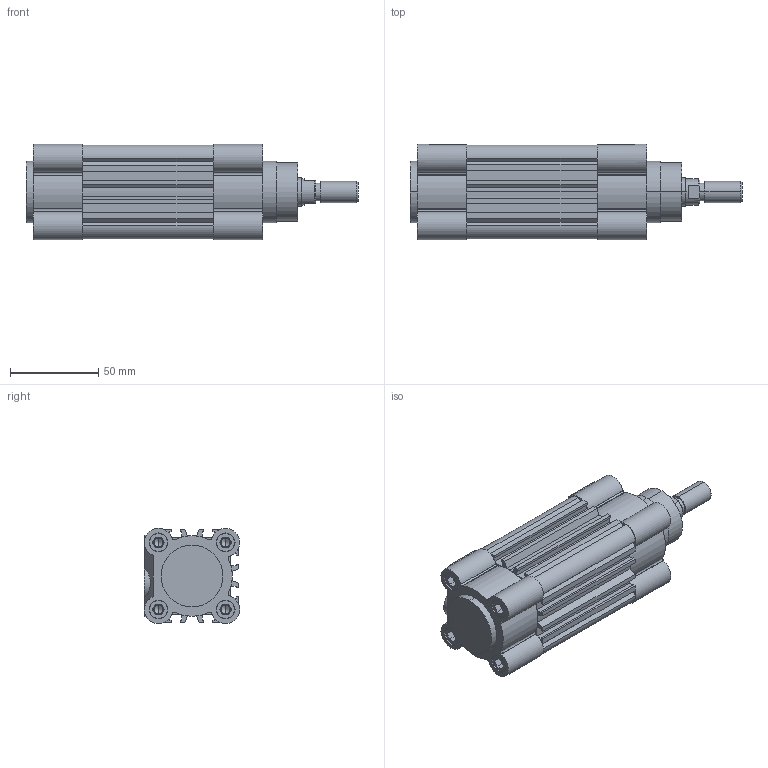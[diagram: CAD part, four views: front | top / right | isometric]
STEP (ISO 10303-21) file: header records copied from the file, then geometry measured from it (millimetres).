
FILE_DESCRIPTION (( 'STEP AP203' ), '1' );
FILE_NAME ('G40M025MD-MC.step', '2016-02-17T19:59:36', ( '' ), ( '' ), 'SwSTEP 2.0', 'SolidWorks 2015', '' );
FILE_SCHEMA (( 'CONFIG_CONTROL_DESIGN' ));
Length unit declared in the file: inch
Products named in the file (5): _40121-HR; _4012125-R; G40M025MD-MC; _40-HL; _40-25-83-B
Assembly tree (4 placements, depth 2):
  G40M025MD-MC
    _40-HL
    _40-25-83-B
    _40121-HR
    _4012125-R
Bounding box: 188 x 53.99 x 53.99 mm (x, y, z)
Volume: 311367.6 mm3; surface area: 88399.8 mm2
Topology: 4 solids, 4 shells, 418 faces, 1061 edges, 668 vertices
Faces by surface type: plane 236, cylinder 138, cone 44
Entity records: 12966 total; most frequent: DIRECTION 2241, CARTESIAN_POINT 2164, ORIENTED_EDGE 2082, EDGE_CURVE 1041, AXIS2_PLACEMENT_3D 785, LINE 671, VECTOR 671, VERTEX_POINT 668
